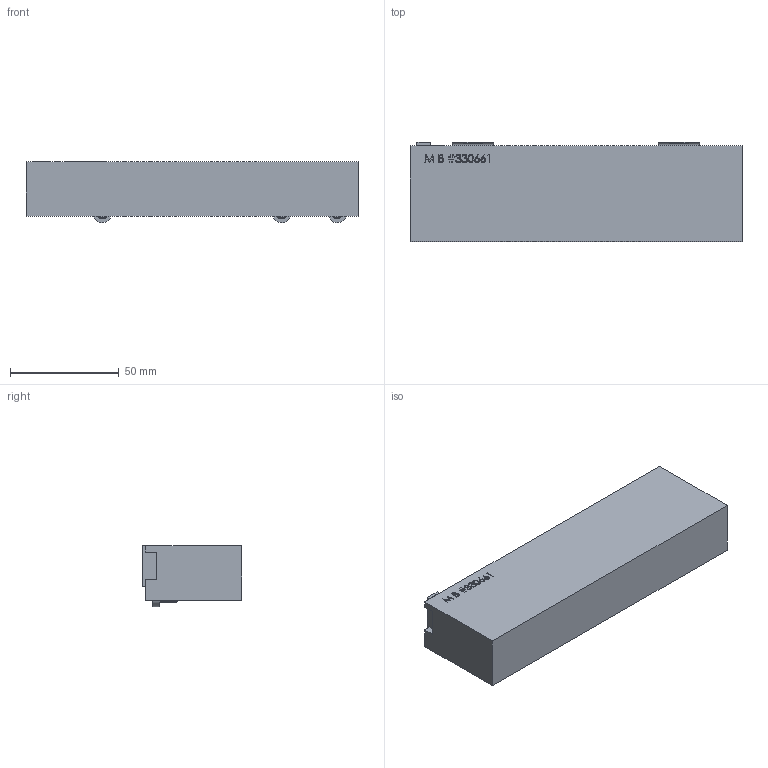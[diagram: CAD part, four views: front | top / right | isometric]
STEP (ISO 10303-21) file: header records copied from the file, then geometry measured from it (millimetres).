
FILE_DESCRIPTION (( 'STEP AP214' ), '1' );
FILE_NAME ('33066.STEP', '2024-10-22T18:04:37', ( '' ), ( '' ), 'SwSTEP 2.0', 'SolidWorks 2021', '' );
FILE_SCHEMA (( 'AUTOMOTIVE_DESIGN' ));
Length unit declared in the file: inch
Products named in the file (8): 103238 LHCS_103238 LHCS; 330661_330661; M58MM LHCS_M58MM LHCS; 33050_33050; 320501_320501; 32020_32020; 33066; 320201_320201
Assembly tree (11 placements, depth 3):
  33066
    330661_330661
    33050_33050  x2
      320501_320501
      M58MM LHCS_M58MM LHCS
    32020_32020
      320201_320201
      103238 LHCS_103238 LHCS
    M58MM LHCS_M58MM LHCS  x3
Bounding box: 152.4 x 45.47 x 28.2 mm (x, y, z)
Volume: 161389.7 mm3; surface area: 32264.7 mm2
Topology: 10 solids, 10 shells, 645 faces, 1616 edges, 1007 vertices
Faces by surface type: plane 222, cylinder 218, cone 123, bspline 82
Entity records: 20335 total; most frequent: CARTESIAN_POINT 10603, ORIENTED_EDGE 2032, DIRECTION 1595, EDGE_CURVE 1016, VERTEX_POINT 649, LINE 597, VECTOR 597, AXIS2_PLACEMENT_3D 499
